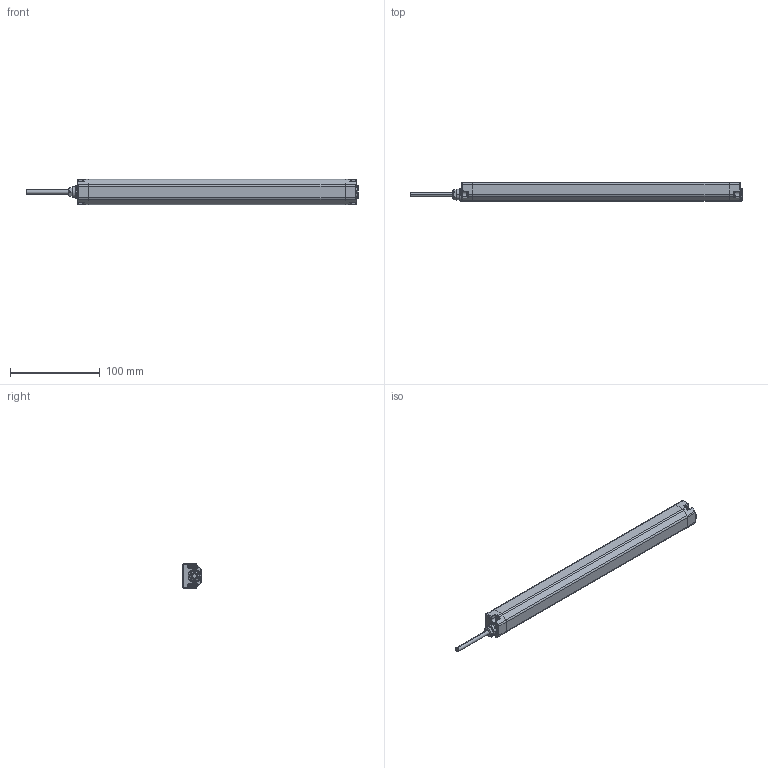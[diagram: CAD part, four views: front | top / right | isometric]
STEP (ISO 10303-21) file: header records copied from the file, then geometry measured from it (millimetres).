
FILE_DESCRIPTION((''),'2;1');
FILE_NAME('157891_SM01_ASM','2023-06-23T08:40:07',('banengservice'),('BANNER ENGINEERING'),'CREO PARAMETRIC BY PTC INC, 2022414','CREO PARAMETRIC BY PTC INC, 2022414','');
FILE_SCHEMA(('CONFIG_CONTROL_DESIGN'));
Length unit declared in the file: inch
Products named in the file (4): 157891_EP01; CABLE_190; 153169; 157891_SM01_ASM
Assembly tree (3 placements, depth 2):
  157891_SM01_ASM
    157891_EP01
    CABLE_190
    153169
Bounding box: 370.7 x 21.01 x 28 mm (x, y, z)
Volume: 166718.2 mm3; surface area: 32259 mm2
Topology: 3 solids, 3 shells, 369 faces, 928 edges, 572 vertices
Faces by surface type: cylinder 135, plane 130, cone 64, torus 24, sphere 8, bspline 8
Entity records: 13935 total; most frequent: CARTESIAN_POINT 4965, DIRECTION 1914, ORIENTED_EDGE 1840, EDGE_CURVE 920, AXIS2_PLACEMENT_3D 720, VERTEX_POINT 572, VECTOR 474, LINE 474
